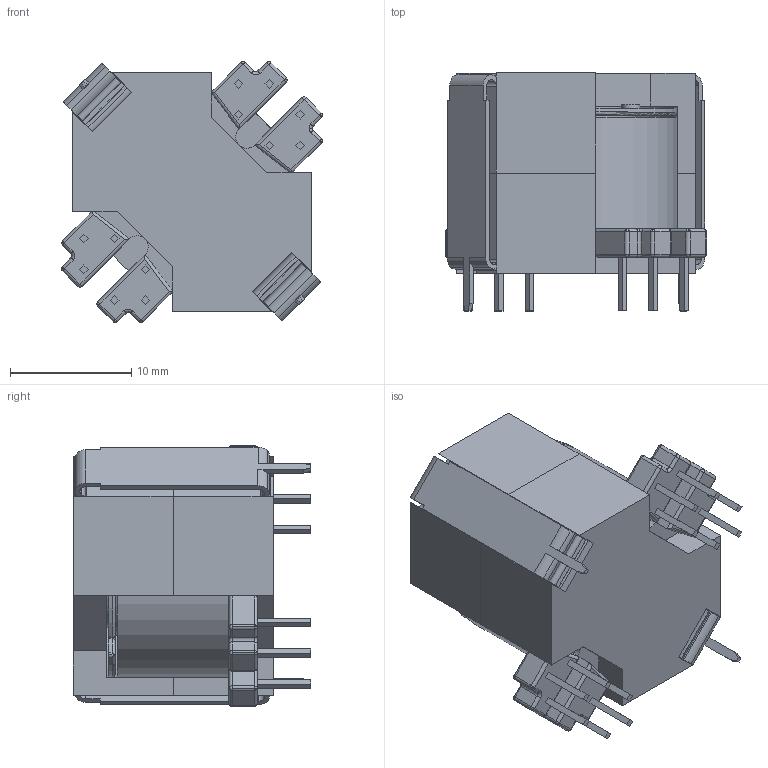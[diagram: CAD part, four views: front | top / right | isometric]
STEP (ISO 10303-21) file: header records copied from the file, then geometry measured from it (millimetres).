
FILE_DESCRIPTION (( 'STEP AP214' ), '1' );
FILE_NAME ('RM8_2255_0050.STEP', '2019-02-01T15:50:42', ( '' ), ( '' ), 'SwSTEP 2.0', 'SolidWorks 2017', '' );
FILE_SCHEMA (( 'AUTOMOTIVE_DESIGN' ));
Length unit declared in the file: millimetre
Products named in the file (5): RM8_2255_0050; 139-0050_6M; 150-2623_6A; 070-2255_coil; 070-2255_6T
Assembly tree (6 placements, depth 2):
  RM8_2255_0050
    070-2255_6T
    070-2255_coil
    150-2623_6A  x2
    139-0050_6M  x2
Bounding box: 21.52 x 19.59 x 21.52 mm (x, y, z)
Volume: 4802.6 mm3; surface area: 5685.9 mm2
Topology: 6 solids, 6 shells, 389 faces, 977 edges, 617 vertices
Faces by surface type: plane 201, cylinder 132, torus 56
Entity records: 10274 total; most frequent: CARTESIAN_POINT 1724, DIRECTION 1695, ORIENTED_EDGE 1564, EDGE_CURVE 782, AXIS2_PLACEMENT_3D 612, VERTEX_POINT 489, VECTOR 471, LINE 471
